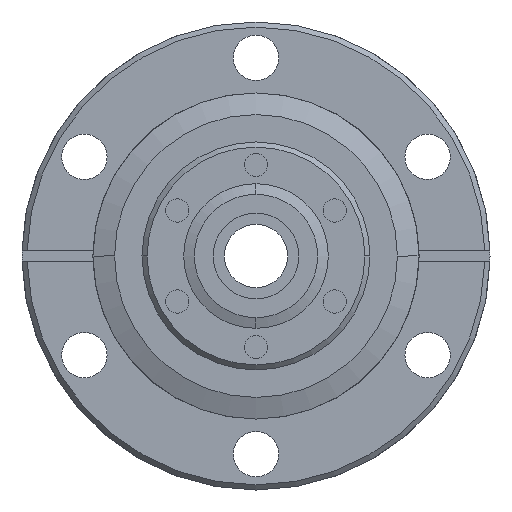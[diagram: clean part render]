
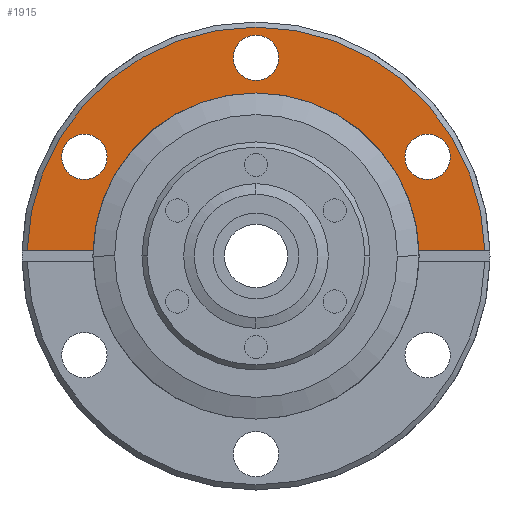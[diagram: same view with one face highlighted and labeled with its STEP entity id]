
A CAD part, left-side view. The second image highlights one B-rep face of the part: STEP entity #1915.
In plain terms, the highlighted planar face has unit normal (-1, 0, 0).
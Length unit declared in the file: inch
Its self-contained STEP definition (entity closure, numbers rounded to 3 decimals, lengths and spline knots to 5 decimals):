
#274 = ORIENTED_EDGE ( 'NONE', *, *, #3878, .F. ) ;
#275 = ORIENTED_EDGE ( 'NONE', *, *, #3941, .F. ) ;
#277 = ORIENTED_EDGE ( 'NONE', *, *, #3880, .F. ) ;
#279 = ORIENTED_EDGE ( 'NONE', *, *, #3937, .F. ) ;
#281 = ORIENTED_EDGE ( 'NONE', *, *, #3886, .F. ) ;
#282 = ORIENTED_EDGE ( 'NONE', *, *, #3883, .F. ) ;
#283 = ORIENTED_EDGE ( 'NONE', *, *, #3881, .T. ) ;
#285 = ORIENTED_EDGE ( 'NONE', *, *, #3905, .F. ) ;
#286 = ORIENTED_EDGE ( 'NONE', *, *, #3877, .F. ) ;
#288 = ORIENTED_EDGE ( 'NONE', *, *, #3945, .F. ) ;
#1808 = EDGE_LOOP ( 'NONE', ( #274, #275 ) ) ;
#1811 = EDGE_LOOP ( 'NONE', ( #277, #279 ) ) ;
#1812 = EDGE_LOOP ( 'NONE', ( #281, #282, #283, #285 ) ) ;
#1813 = EDGE_LOOP ( 'NONE', ( #286, #288 ) ) ;
#1915 = ADVANCED_FACE ( 'NONE', ( #6789, #6798, #6800, #6802 ), #5475, .F. ) ;
#2202 = VERTEX_POINT ( 'NONE', #11819 ) ;
#2203 = VERTEX_POINT ( 'NONE', #11820 ) ;
#2217 = VERTEX_POINT ( 'NONE', #11833 ) ;
#2220 = VERTEX_POINT ( 'NONE', #11836 ) ;
#2224 = VERTEX_POINT ( 'NONE', #11840 ) ;
#2231 = VERTEX_POINT ( 'NONE', #11847 ) ;
#2233 = VERTEX_POINT ( 'NONE', #11849 ) ;
#2248 = VERTEX_POINT ( 'NONE', #11864 ) ;
#2249 = VERTEX_POINT ( 'NONE', #11865 ) ;
#2253 = VERTEX_POINT ( 'NONE', #11869 ) ;
#3877 = EDGE_CURVE ( 'NONE', #2220, #2217, #13047, .T. ) ;
#3878 = EDGE_CURVE ( 'NONE', #2249, #2253, #13048, .T. ) ;
#3880 = EDGE_CURVE ( 'NONE', #2231, #2233, #13050, .T. ) ;
#3881 = EDGE_CURVE ( 'NONE', #2224, #2203, #13051, .T. ) ;
#3883 = EDGE_CURVE ( 'NONE', #2224, #2202, #13052, .T. ) ;
#3886 = EDGE_CURVE ( 'NONE', #2202, #2248, #13058, .T. ) ;
#3905 = EDGE_CURVE ( 'NONE', #2248, #2203, #13080, .T. ) ;
#3937 = EDGE_CURVE ( 'NONE', #2233, #2231, #13131, .T. ) ;
#3941 = EDGE_CURVE ( 'NONE', #2253, #2249, #13135, .T. ) ;
#3945 = EDGE_CURVE ( 'NONE', #2217, #2220, #13140, .T. ) ;
#4552 = AXIS2_PLACEMENT_3D ( 'NONE', #5443, #5486, #5487 ) ;
#5443 = CARTESIAN_POINT ( 'NONE',  ( 0.5, 1.365, 0. ) ) ;
#5475 = PLANE ( 'NONE',  #4552 ) ;
#5486 = DIRECTION ( 'NONE',  ( 1., 0., 0. ) ) ;
#5487 = DIRECTION ( 'NONE',  ( 0., 1., 0. ) ) ;
#6789 = FACE_BOUND ( 'NONE', #1808, .T. ) ;
#6798 = FACE_BOUND ( 'NONE', #1811, .T. ) ;
#6800 = FACE_OUTER_BOUND ( 'NONE', #1812, .T. ) ;
#6802 = FACE_BOUND ( 'NONE', #1813, .T. ) ;
#10225 = AXIS2_PLACEMENT_3D ( 'NONE', #12407, #12408, #12409 ) ;
#10235 = AXIS2_PLACEMENT_3D ( 'NONE', #12386, #12405, #12406 ) ;
#10238 = AXIS2_PLACEMENT_3D ( 'NONE', #12413, #12414, #12415 ) ;
#10239 = AXIS2_PLACEMENT_3D ( 'NONE', #12416, #12417, #12418 ) ;
#10241 = AXIS2_PLACEMENT_3D ( 'NONE', #12429, #12431, #12432 ) ;
#10274 = AXIS2_PLACEMENT_3D ( 'NONE', #12552, #12560, #12561 ) ;
#10277 = AXIS2_PLACEMENT_3D ( 'NONE', #12562, #12570, #12571 ) ;
#10280 = AXIS2_PLACEMENT_3D ( 'NONE', #12576, #12581, #12582 ) ;
#11819 = CARTESIAN_POINT ( 'NONE',  ( 0.5, -0.95053, 0.03 ) ) ;
#11820 = CARTESIAN_POINT ( 'NONE',  ( 0.5, 1.33466, 0.03 ) ) ;
#11833 = CARTESIAN_POINT ( 'NONE',  ( 0.5, -1.00113, 0.4455 ) ) ;
#11836 = CARTESIAN_POINT ( 'NONE',  ( 0.5, -1.00113, 0.7105 ) ) ;
#11840 = CARTESIAN_POINT ( 'NONE',  ( 0.5, -1.33466, 0.03 ) ) ;
#11847 = CARTESIAN_POINT ( 'NONE',  ( 0.5, 1.00113, 0.7105 ) ) ;
#11849 = CARTESIAN_POINT ( 'NONE',  ( 0.5, 1.00113, 0.4455 ) ) ;
#11864 = CARTESIAN_POINT ( 'NONE',  ( 0.5, 0.95053, 0.03 ) ) ;
#11865 = CARTESIAN_POINT ( 'NONE',  ( 0.5, 0., 1.2885 ) ) ;
#11869 = CARTESIAN_POINT ( 'NONE',  ( 0.5, 0., 1.0235 ) ) ;
#12386 = CARTESIAN_POINT ( 'NONE',  ( 0.5, -1.00113, 0.578 ) ) ;
#12404 = CARTESIAN_POINT ( 'NONE',  ( 0.5, -1.38335, 0.03 ) ) ;
#12405 = DIRECTION ( 'NONE',  ( -1., 0., 0. ) ) ;
#12406 = DIRECTION ( 'NONE',  ( 0., 0., 1. ) ) ;
#12407 = CARTESIAN_POINT ( 'NONE',  ( 0.5, 0., 1.156 ) ) ;
#12408 = DIRECTION ( 'NONE',  ( -1., 0., 0. ) ) ;
#12409 = DIRECTION ( 'NONE',  ( 0., 0., 1. ) ) ;
#12413 = CARTESIAN_POINT ( 'NONE',  ( 0.5, 1.00113, 0.578 ) ) ;
#12414 = DIRECTION ( 'NONE',  ( -1., 0., 0. ) ) ;
#12415 = DIRECTION ( 'NONE',  ( 0., 0., 1. ) ) ;
#12416 = CARTESIAN_POINT ( 'NONE',  ( 0.5, 0., 0. ) ) ;
#12417 = DIRECTION ( 'NONE',  ( -1., 0., 0. ) ) ;
#12418 = DIRECTION ( 'NONE',  ( 0., 1., 0. ) ) ;
#12423 = DIRECTION ( 'NONE',  ( 0., 1., 0. ) ) ;
#12429 = CARTESIAN_POINT ( 'NONE',  ( 0.5, 0., 0. ) ) ;
#12431 = DIRECTION ( 'NONE',  ( -1., 0., 0. ) ) ;
#12432 = DIRECTION ( 'NONE',  ( 0., -1., 0. ) ) ;
#12480 = CARTESIAN_POINT ( 'NONE',  ( 0.5, 1.38335, 0.03 ) ) ;
#12481 = DIRECTION ( 'NONE',  ( 0., 1., 0. ) ) ;
#12552 = CARTESIAN_POINT ( 'NONE',  ( 0.5, 1.00113, 0.578 ) ) ;
#12560 = DIRECTION ( 'NONE',  ( -1., 0., 0. ) ) ;
#12561 = DIRECTION ( 'NONE',  ( 0., 0., 1. ) ) ;
#12562 = CARTESIAN_POINT ( 'NONE',  ( 0.5, 0., 1.156 ) ) ;
#12570 = DIRECTION ( 'NONE',  ( -1., 0., 0. ) ) ;
#12571 = DIRECTION ( 'NONE',  ( 0., 0., 1. ) ) ;
#12576 = CARTESIAN_POINT ( 'NONE',  ( 0.5, -1.00113, 0.578 ) ) ;
#12581 = DIRECTION ( 'NONE',  ( -1., 0., 0. ) ) ;
#12582 = DIRECTION ( 'NONE',  ( 0., 0., 1. ) ) ;
#13028 = VECTOR ( 'NONE', #12423, 39.37008 ) ;
#13047 = CIRCLE ( 'NONE', #10235, 0.1325 ) ;
#13048 = CIRCLE ( 'NONE', #10225, 0.1325 ) ;
#13050 = CIRCLE ( 'NONE', #10238, 0.1325 ) ;
#13051 = CIRCLE ( 'NONE', #10239, 1.335 ) ;
#13052 = LINE ( 'NONE', #12404, #13028 ) ;
#13058 = CIRCLE ( 'NONE', #10241, 0.951 ) ;
#13080 = LINE ( 'NONE', #12480, #13081 ) ;
#13081 = VECTOR ( 'NONE', #12481, 39.37008 ) ;
#13131 = CIRCLE ( 'NONE', #10274, 0.1325 ) ;
#13135 = CIRCLE ( 'NONE', #10277, 0.1325 ) ;
#13140 = CIRCLE ( 'NONE', #10280, 0.1325 ) ;
